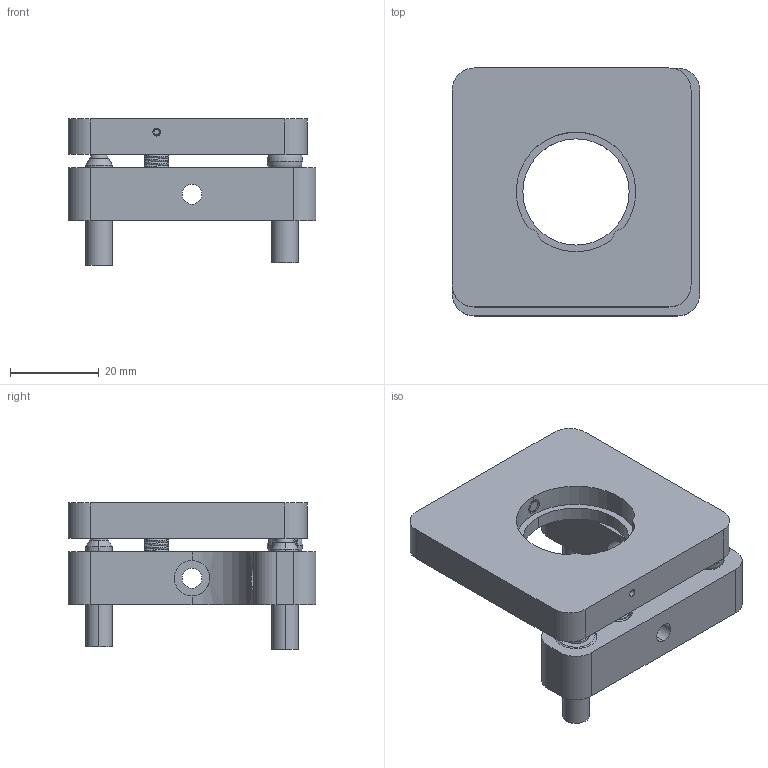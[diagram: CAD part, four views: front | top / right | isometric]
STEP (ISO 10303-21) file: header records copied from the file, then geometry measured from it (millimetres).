
FILE_DESCRIPTION (( 'STEP AP203' ), '1' );
FILE_NAME ('04UPM-1(M)-H.STEP', '2022-07-20T03:07:31', ( '' ), ( '' ), 'SwSTEP 2.0', 'SolidWorks 2021', '' );
FILE_SCHEMA (( 'CONFIG_CONTROL_DESIGN' ));
Length unit declared in the file: millimetre
Products named in the file (1): 04UPM-1(M)-H
Bounding box: 56 x 56 x 33 mm (x, y, z)
Volume: 34033.7 mm3; surface area: 18602.6 mm2
Topology: 19 solids, 19 shells, 277 faces, 674 edges, 430 vertices
Faces by surface type: cylinder 116, plane 105, cone 23, torus 16, sphere 9, bspline 8
Entity records: 13753 total; most frequent: CARTESIAN_POINT 7127, DIRECTION 1440, ORIENTED_EDGE 1306, EDGE_CURVE 653, AXIS2_PLACEMENT_3D 567, VERTEX_POINT 420, EDGE_LOOP 315, LINE 306
